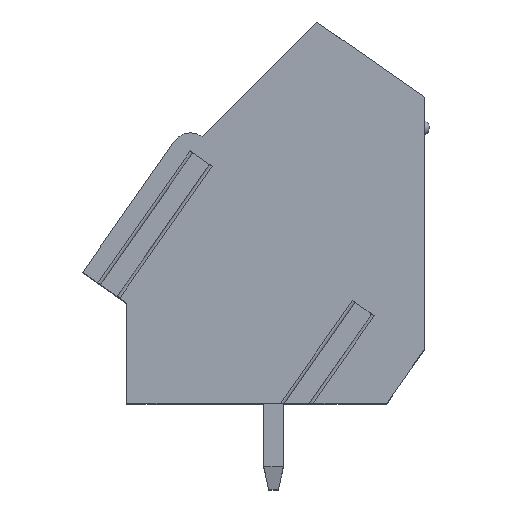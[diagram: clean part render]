
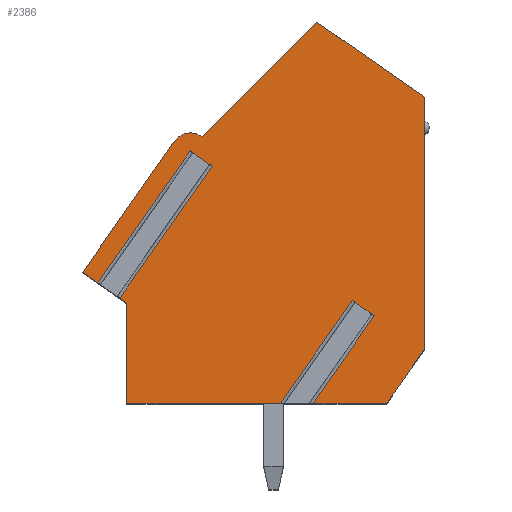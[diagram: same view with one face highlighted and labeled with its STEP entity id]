
A CAD part, top view. The second image highlights one B-rep face of the part: STEP entity #2386.
In plain terms, the highlighted planar face has unit normal (0, 0, 1).
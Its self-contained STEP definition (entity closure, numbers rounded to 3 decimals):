
#14=DIRECTION('',(-0.819,0.574,0.));
#15=VECTOR('',#14,1.085);
#16=CARTESIAN_POINT('',(4.498,-3.239,12.7));
#17=LINE('',#16,#15);
#18=DIRECTION('',(-0.574,-0.819,0.));
#19=VECTOR('',#18,5.115);
#20=CARTESIAN_POINT('',(3.61,-2.616,12.7));
#21=LINE('',#20,#19);
#22=DIRECTION('',(1.,0.,0.));
#23=VECTOR('',#22,6.246);
#24=CARTESIAN_POINT('',(-5.57,-6.807,12.7));
#25=LINE('',#24,#23);
#26=DIRECTION('',(0.,-1.,0.));
#27=VECTOR('',#26,4.087);
#28=CARTESIAN_POINT('',(-5.57,-2.72,12.7));
#29=LINE('',#28,#27);
#30=DIRECTION('',(0.819,-0.574,0.));
#31=VECTOR('',#30,0.355);
#32=CARTESIAN_POINT('',(-5.861,-2.516,12.7));
#33=LINE('',#32,#31);
#34=DIRECTION('',(-0.574,-0.819,0.));
#35=VECTOR('',#34,6.55);
#36=CARTESIAN_POINT('',(-2.104,2.849,12.7));
#37=LINE('',#36,#35);
#38=DIRECTION('',(-0.819,0.574,0.));
#39=VECTOR('',#38,1.085);
#40=CARTESIAN_POINT('',(-2.104,2.849,12.7));
#41=LINE('',#40,#39);
#42=DIRECTION('',(-0.574,-0.819,0.));
#43=VECTOR('',#42,6.55);
#44=CARTESIAN_POINT('',(-2.993,3.471,12.7));
#45=LINE('',#44,#43);
#46=DIRECTION('',(0.819,-0.574,0.));
#47=VECTOR('',#46,0.757);
#48=CARTESIAN_POINT('',(-7.37,-1.46,12.7));
#49=LINE('',#48,#47);
#50=DIRECTION('',(-0.574,-0.819,0.));
#51=VECTOR('',#50,6.486);
#52=CARTESIAN_POINT('',(-3.65,3.853,12.7));
#53=LINE('',#52,#51);
#54=CARTESIAN_POINT('',(-2.986,3.406,12.7));
#55=DIRECTION('',(0.,0.,1.));
#56=DIRECTION('',(0.598,0.802,0.));
#57=AXIS2_PLACEMENT_3D('',#54,#55,#56);
#59=DIRECTION('',(-0.707,-0.707,0.));
#60=VECTOR('',#59,6.609);
#61=CARTESIAN_POINT('',(2.165,8.721,12.7));
#62=LINE('',#61,#60);
#63=DIRECTION('',(-0.819,0.574,0.));
#64=VECTOR('',#63,5.329);
#65=CARTESIAN_POINT('',(6.53,5.664,12.7));
#66=LINE('',#65,#64);
#67=DIRECTION('',(0.,1.,0.));
#68=VECTOR('',#67,10.286);
#69=CARTESIAN_POINT('',(6.53,-4.622,12.7));
#70=LINE('',#69,#68);
#71=DIRECTION('',(0.574,0.819,0.));
#72=VECTOR('',#71,2.667);
#73=CARTESIAN_POINT('',(5.,-6.807,12.7));
#74=LINE('',#73,#72);
#75=DIRECTION('',(1.,0.,0.));
#76=VECTOR('',#75,3.);
#77=CARTESIAN_POINT('',(2.,-6.807,12.7));
#78=LINE('',#77,#76);
#79=DIRECTION('',(-0.574,-0.819,0.));
#80=VECTOR('',#79,4.355);
#81=CARTESIAN_POINT('',(4.498,-3.239,12.7));
#82=LINE('',#81,#80);
#1840=CARTESIAN_POINT('',(-2.508,4.048,12.7));
#1841=CARTESIAN_POINT('',(-3.65,3.853,12.7));
#1842=VERTEX_POINT('',#1840);
#1843=VERTEX_POINT('',#1841);
#1844=CARTESIAN_POINT('',(-7.37,-1.46,12.7));
#1845=VERTEX_POINT('',#1844);
#1846=CARTESIAN_POINT('',(-5.57,-2.72,12.7));
#1847=CARTESIAN_POINT('',(-5.57,-6.807,12.7));
#1848=VERTEX_POINT('',#1846);
#1849=VERTEX_POINT('',#1847);
#1850=CARTESIAN_POINT('',(5.,-6.807,12.7));
#1851=CARTESIAN_POINT('',(6.53,-4.622,12.7));
#1852=VERTEX_POINT('',#1850);
#1853=VERTEX_POINT('',#1851);
#1854=CARTESIAN_POINT('',(6.53,5.664,12.7));
#1855=VERTEX_POINT('',#1854);
#1856=CARTESIAN_POINT('',(2.165,8.721,12.7));
#1857=VERTEX_POINT('',#1856);
#1992=CARTESIAN_POINT('',(-2.104,2.849,12.7));
#1993=CARTESIAN_POINT('',(-2.993,3.471,12.7));
#1994=VERTEX_POINT('',#1992);
#1995=VERTEX_POINT('',#1993);
#1996=CARTESIAN_POINT('',(-5.861,-2.516,
12.7));
#1997=VERTEX_POINT('',#1996);
#1998=CARTESIAN_POINT('',(-6.75,-1.894,
12.7));
#1999=VERTEX_POINT('',#1998);
#2047=CARTESIAN_POINT('',(4.498,-3.239,12.7));
#2048=CARTESIAN_POINT('',(3.61,-2.616,12.7));
#2049=VERTEX_POINT('',#2047);
#2050=VERTEX_POINT('',#2048);
#2051=CARTESIAN_POINT('',(2.,-6.807,12.7));
#2052=VERTEX_POINT('',#2051);
#2053=CARTESIAN_POINT('',(0.676,-6.807,12.7));
#2054=VERTEX_POINT('',#2053);
#2345=CARTESIAN_POINT('',(0.,0.,12.7));
#2346=DIRECTION('',(0.,0.,1.));
#2347=DIRECTION('',(1.,0.,0.));
#2348=AXIS2_PLACEMENT_3D('',#2345,#2346,#2347);
#2349=PLANE('',#2348);
#2351=ORIENTED_EDGE('',*,*,#2350,.T.);
#2353=ORIENTED_EDGE('',*,*,#2352,.T.);
#2355=ORIENTED_EDGE('',*,*,#2354,.F.);
#2357=ORIENTED_EDGE('',*,*,#2356,.F.);
#2359=ORIENTED_EDGE('',*,*,#2358,.F.);
#2361=ORIENTED_EDGE('',*,*,#2360,.F.);
#2363=ORIENTED_EDGE('',*,*,#2362,.T.);
#2365=ORIENTED_EDGE('',*,*,#2364,.T.);
#2367=ORIENTED_EDGE('',*,*,#2366,.F.);
#2369=ORIENTED_EDGE('',*,*,#2368,.F.);
#2371=ORIENTED_EDGE('',*,*,#2370,.F.);
#2373=ORIENTED_EDGE('',*,*,#2372,.F.);
#2375=ORIENTED_EDGE('',*,*,#2374,.F.);
#2377=ORIENTED_EDGE('',*,*,#2376,.F.);
#2379=ORIENTED_EDGE('',*,*,#2378,.F.);
#2381=ORIENTED_EDGE('',*,*,#2380,.F.);
#2383=ORIENTED_EDGE('',*,*,#2382,.F.);
#2384=EDGE_LOOP('',(#2351,#2353,#2355,#2357,#2359,#2361,#2363,#2365,#2367,#2369,
#2371,#2373,#2375,#2377,#2379,#2381,#2383));
#2385=FACE_OUTER_BOUND('',#2384,.F.);
#58=CIRCLE('',#57,0.8);
#2350=EDGE_CURVE('',#2049,#2050,#17,.T.);
#2352=EDGE_CURVE('',#2050,#2054,#21,.T.);
#2354=EDGE_CURVE('',#1849,#2054,#25,.T.);
#2356=EDGE_CURVE('',#1848,#1849,#29,.T.);
#2358=EDGE_CURVE('',#1997,#1848,#33,.T.);
#2360=EDGE_CURVE('',#1994,#1997,#37,.T.);
#2362=EDGE_CURVE('',#1994,#1995,#41,.T.);
#2364=EDGE_CURVE('',#1995,#1999,#45,.T.);
#2366=EDGE_CURVE('',#1845,#1999,#49,.T.);
#2368=EDGE_CURVE('',#1843,#1845,#53,.T.);
#2370=EDGE_CURVE('',#1842,#1843,#58,.T.);
#2372=EDGE_CURVE('',#1857,#1842,#62,.T.);
#2374=EDGE_CURVE('',#1855,#1857,#66,.T.);
#2376=EDGE_CURVE('',#1853,#1855,#70,.T.);
#2378=EDGE_CURVE('',#1852,#1853,#74,.T.);
#2380=EDGE_CURVE('',#2052,#1852,#78,.T.);
#2382=EDGE_CURVE('',#2049,#2052,#82,.T.);
#2386=ADVANCED_FACE('',(#2385),#2349,.T.);
